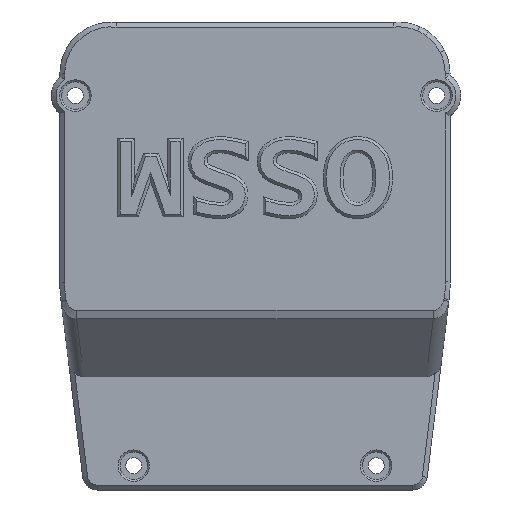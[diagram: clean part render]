
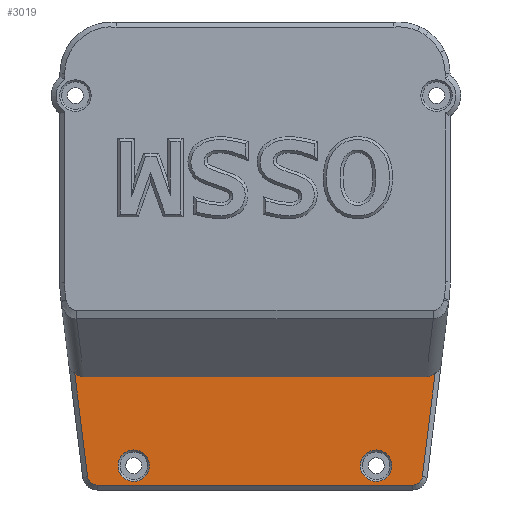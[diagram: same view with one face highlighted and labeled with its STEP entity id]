
A CAD part, top view. The second image highlights one B-rep face of the part: STEP entity #3019.
In plain terms, the highlighted planar face has unit normal (0, 0, 1).
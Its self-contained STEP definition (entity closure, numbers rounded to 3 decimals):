
#137=CIRCLE('',#3260,2.);
#142=CIRCLE('',#3269,3.25);
#152=CIRCLE('',#3295,3.25);
#153=CIRCLE('',#3297,2.);
#178=ELLIPSE('',#3174,4.259,3.);
#181=ELLIPSE('',#3179,4.259,3.);
#228=FACE_BOUND('',#658,.T.);
#229=FACE_BOUND('',#659,.T.);
#299=PLANE('',#3296);
#462=FACE_OUTER_BOUND('',#657,.T.);
#657=EDGE_LOOP('',(#2635,#2636,#2637,#2638,#2639,#2640,#2641,#2642));
#658=EDGE_LOOP('',(#2643));
#659=EDGE_LOOP('',(#2644));
#824=LINE('',#6792,#1081);
#895=LINE('',#7057,#1152);
#916=LINE('',#7143,#1173);
#917=LINE('',#7146,#1174);
#1081=VECTOR('',#3671,10.);
#1152=VECTOR('',#3906,10.);
#1173=VECTOR('',#4003,10.);
#1174=VECTOR('',#4006,10.);
#1423=VERTEX_POINT('',#6784);
#1424=VERTEX_POINT('',#6786);
#1425=VERTEX_POINT('',#6790);
#1427=VERTEX_POINT('',#6796);
#1489=VERTEX_POINT('',#7055);
#1490=VERTEX_POINT('',#7059);
#1495=VERTEX_POINT('',#7076);
#1509=VERTEX_POINT('',#7138);
#1510=VERTEX_POINT('',#7142);
#1511=VERTEX_POINT('',#7144);
#1753=EDGE_CURVE('',#1423,#1424,#178,.F.);
#1756=EDGE_CURVE('',#1425,#1423,#824,.T.);
#1759=EDGE_CURVE('',#1427,#1425,#181,.F.);
#1866=EDGE_CURVE('',#1489,#1427,#895,.T.);
#1868=EDGE_CURVE('',#1490,#1489,#137,.T.);
#1875=EDGE_CURVE('',#1495,#1495,#142,.T.);
#1903=EDGE_CURVE('',#1509,#1509,#152,.T.);
#1905=EDGE_CURVE('',#1510,#1490,#916,.T.);
#1906=EDGE_CURVE('',#1511,#1510,#153,.T.);
#1907=EDGE_CURVE('',#1424,#1511,#917,.T.);
#2635=ORIENTED_EDGE('',*,*,#1905,.F.);
#2636=ORIENTED_EDGE('',*,*,#1906,.F.);
#2637=ORIENTED_EDGE('',*,*,#1907,.F.);
#2638=ORIENTED_EDGE('',*,*,#1753,.F.);
#2639=ORIENTED_EDGE('',*,*,#1756,.F.);
#2640=ORIENTED_EDGE('',*,*,#1759,.F.);
#2641=ORIENTED_EDGE('',*,*,#1866,.F.);
#2642=ORIENTED_EDGE('',*,*,#1868,.F.);
#2643=ORIENTED_EDGE('',*,*,#1875,.F.);
#2644=ORIENTED_EDGE('',*,*,#1903,.F.);
#3019=ADVANCED_FACE('',(#462,#228,#229),#299,.T.);
#3174=AXIS2_PLACEMENT_3D('',#6787,#3664,#3665);
#3179=AXIS2_PLACEMENT_3D('',#6798,#3677,#3678);
#3260=AXIS2_PLACEMENT_3D('',#7061,#3910,#3911);
#3269=AXIS2_PLACEMENT_3D('',#7077,#3930,#3931);
#3295=AXIS2_PLACEMENT_3D('',#7139,#3998,#3999);
#3296=AXIS2_PLACEMENT_3D('',#7141,#4001,#4002);
#3297=AXIS2_PLACEMENT_3D('',#7145,#4004,#4005);
#3664=DIRECTION('center_axis',(0.,0.,-1.));
#3665=DIRECTION('ref_axis',(-0.122,-0.992,0.));
#3671=DIRECTION('',(1.,0.,0.));
#3677=DIRECTION('center_axis',(0.,0.,-1.));
#3678=DIRECTION('ref_axis',(0.122,-0.992,0.));
#3906=DIRECTION('',(-0.122,0.992,0.));
#3910=DIRECTION('center_axis',(0.,0.,-1.));
#3911=DIRECTION('ref_axis',(-0.992,-0.122,0.));
#3930=DIRECTION('center_axis',(0.,0.,1.));
#3931=DIRECTION('ref_axis',(-1.,0.,0.));
#3998=DIRECTION('center_axis',(0.,0.,1.));
#3999=DIRECTION('ref_axis',(-1.,0.,0.));
#4001=DIRECTION('center_axis',(0.,0.,1.));
#4002=DIRECTION('ref_axis',(-1.,0.,0.));
#4003=DIRECTION('',(-1.,0.,0.));
#4004=DIRECTION('center_axis',(0.,0.,-1.));
#4005=DIRECTION('ref_axis',(0.,-1.,0.));
#4006=DIRECTION('',(-0.122,-0.992,0.));
#6784=CARTESIAN_POINT('',(35.623,-3.002,6.3));
#6786=CARTESIAN_POINT('',(37.481,-2.154,6.3));
#6787=CARTESIAN_POINT('Origin',(35.885,1.241,6.3));
#6790=CARTESIAN_POINT('',(-35.007,-3.002,6.3));
#6792=CARTESIAN_POINT('',(-9.441,-3.002,6.3));
#6796=CARTESIAN_POINT('',(-36.865,-2.154,6.3));
#6798=CARTESIAN_POINT('Origin',(-35.269,1.241,6.3));
#7055=CARTESIAN_POINT('',(-34.224,-23.555,6.3));
#7057=CARTESIAN_POINT('',(-39.023,15.34,6.3));
#7059=CARTESIAN_POINT('',(-32.239,-25.31,6.3));
#7061=CARTESIAN_POINT('Origin',(-32.239,-23.31,6.3));
#7076=CARTESIAN_POINT('',(-21.442,-21.31,6.3));
#7077=CARTESIAN_POINT('Origin',(-24.692,-21.31,6.3));
#7138=CARTESIAN_POINT('',(28.558,-21.31,6.3));
#7139=CARTESIAN_POINT('Origin',(25.308,-21.31,6.3));
#7141=CARTESIAN_POINT('Origin',(0.317,21.946,6.3));
#7142=CARTESIAN_POINT('',(32.855,-25.31,6.3));
#7143=CARTESIAN_POINT('',(-15.961,-25.31,6.3));
#7144=CARTESIAN_POINT('',(34.84,-23.555,6.3));
#7145=CARTESIAN_POINT('Origin',(32.855,-23.31,6.3));
#7146=CARTESIAN_POINT('',(37.346,-3.243,6.3));
